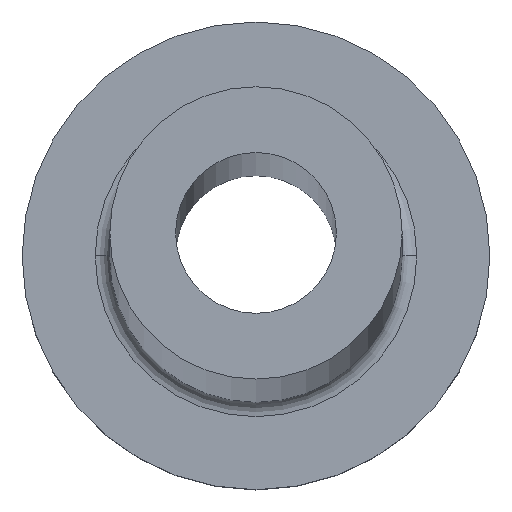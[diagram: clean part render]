
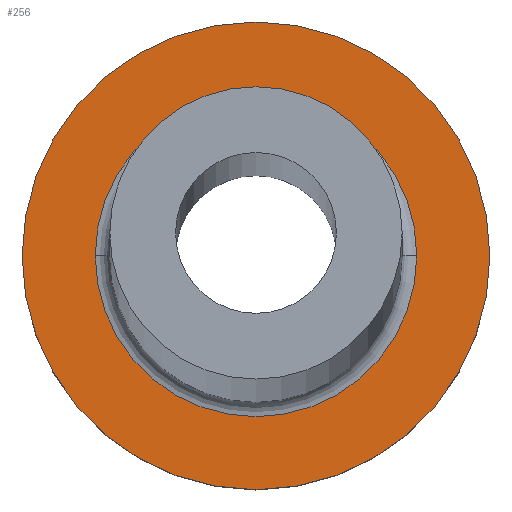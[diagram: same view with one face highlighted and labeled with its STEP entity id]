
A CAD part, top view. The second image highlights one B-rep face of the part: STEP entity #256.
In plain terms, the highlighted planar face has unit normal (0, 0, 1).
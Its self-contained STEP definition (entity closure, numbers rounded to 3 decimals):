
#22 = DIRECTION ( 'NONE',  ( 0., 0., 1. ) ) ;
#35 = AXIS2_PLACEMENT_3D ( 'NONE', #342, #305, #306 ) ;
#38 = CARTESIAN_POINT ( 'NONE',  ( 0., 0., 5. ) ) ;
#50 = AXIS2_PLACEMENT_3D ( 'NONE', #231, #227, #228 ) ;
#56 = PLANE ( 'NONE',  #350 ) ;
#64 = ORIENTED_EDGE ( 'NONE', *, *, #138, .T. ) ;
#84 = AXIS2_PLACEMENT_3D ( 'NONE', #189, #363, #369 ) ;
#88 = EDGE_CURVE ( 'NONE', #116, #361, #360, .T. ) ;
#90 = EDGE_LOOP ( 'NONE', ( #208, #103 ) ) ;
#92 = EDGE_CURVE ( 'NONE', #94, #149, #241, .T. ) ;
#94 = VERTEX_POINT ( 'NONE', #130 ) ;
#95 = FACE_BOUND ( 'NONE', #90, .T. ) ;
#103 = ORIENTED_EDGE ( 'NONE', *, *, #88, .T. ) ;
#108 = DIRECTION ( 'NONE',  ( 1., 0., 0. ) ) ;
#109 = CARTESIAN_POINT ( 'NONE',  ( -8., 0., 5. ) ) ;
#116 = VERTEX_POINT ( 'NONE', #129 ) ;
#117 = CARTESIAN_POINT ( 'NONE',  ( 5.5, 0., 5. ) ) ;
#129 = CARTESIAN_POINT ( 'NONE',  ( -5.5, 0., 5. ) ) ;
#130 = CARTESIAN_POINT ( 'NONE',  ( 8., 0., 5. ) ) ;
#132 = AXIS2_PLACEMENT_3D ( 'NONE', #249, #22, #108 ) ;
#138 = EDGE_CURVE ( 'NONE', #149, #94, #372, .T. ) ;
#149 = VERTEX_POINT ( 'NONE', #109 ) ;
#165 = FACE_OUTER_BOUND ( 'NONE', #356, .T. ) ;
#189 = CARTESIAN_POINT ( 'NONE',  ( 0., 0., 5. ) ) ;
#206 = CIRCLE ( 'NONE', #50, 5.5 ) ;
#208 = ORIENTED_EDGE ( 'NONE', *, *, #243, .T. ) ;
#227 = DIRECTION ( 'NONE',  ( 0., 0., -1. ) ) ;
#228 = DIRECTION ( 'NONE',  ( 1., 0., 0. ) ) ;
#231 = CARTESIAN_POINT ( 'NONE',  ( 0., 0., 5. ) ) ;
#241 = CIRCLE ( 'NONE', #84, 8. ) ;
#243 = EDGE_CURVE ( 'NONE', #361, #116, #206, .T. ) ;
#249 = CARTESIAN_POINT ( 'NONE',  ( 0., 0., 5. ) ) ;
#256 = ADVANCED_FACE ( 'NONE', ( #95, #165 ), #56, .T. ) ;
#305 = DIRECTION ( 'NONE',  ( 0., 0., -1. ) ) ;
#306 = DIRECTION ( 'NONE',  ( 1., 0., 0. ) ) ;
#311 = DIRECTION ( 'NONE',  ( 1., 0., 0. ) ) ;
#312 = ORIENTED_EDGE ( 'NONE', *, *, #92, .T. ) ;
#342 = CARTESIAN_POINT ( 'NONE',  ( 0., 0., 5. ) ) ;
#350 = AXIS2_PLACEMENT_3D ( 'NONE', #38, #376, #311 ) ;
#356 = EDGE_LOOP ( 'NONE', ( #64, #312 ) ) ;
#360 = CIRCLE ( 'NONE', #35, 5.5 ) ;
#361 = VERTEX_POINT ( 'NONE', #117 ) ;
#363 = DIRECTION ( 'NONE',  ( 0., 0., 1. ) ) ;
#369 = DIRECTION ( 'NONE',  ( 1., 0., 0. ) ) ;
#372 = CIRCLE ( 'NONE', #132, 8. ) ;
#376 = DIRECTION ( 'NONE',  ( 0., 0., 1. ) ) ;
